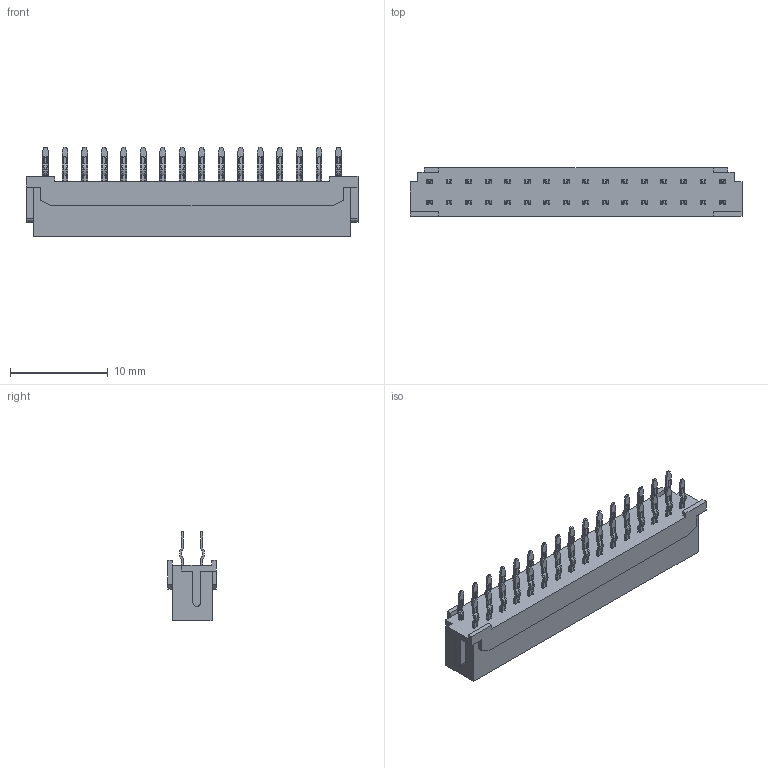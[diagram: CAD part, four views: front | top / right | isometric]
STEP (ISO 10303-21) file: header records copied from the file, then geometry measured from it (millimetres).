
FILE_DESCRIPTION(('OneSpaceDesigner STEP Export'),'2;1');
FILE_NAME('DF11-32DS-2DSA.stp','2007-03-22T14:25:06',(''),(''),'OneSpace Designer STEP processor (Jan. 2003) for AP214(CD)(Solid Model)','OneSpace Designer 12.00 10-Sep-2003 (C) CoCreate Software GmbH','');
FILE_SCHEMA(('AUTOMOTIVE_DESIGN_CC2 {1 2 10303 214 -1 1 5 1}'));
Products named in the file (2): 32DS
Assembly tree (1 placements, depth 2):
  32DS
    32DS
Bounding box: 34 x 5 x 9.2 mm (x, y, z)
Volume: 839.2 mm3; surface area: 1001.1 mm2
Topology: 1 solids, 1 shells, 1678 faces, 4322 edges, 2710 vertices
Faces by surface type: plane 714, cylinder 704, torus 256, bspline 4
Entity records: 60982 total; most frequent: CARTESIAN_POINT 23649, ORIENTED_EDGE 8644, DIRECTION 6190, EDGE_CURVE 4322, VERTEX_POINT 2710, VECTOR 2520, LINE 2520, AXIS2_PLACEMENT_3D 1835
